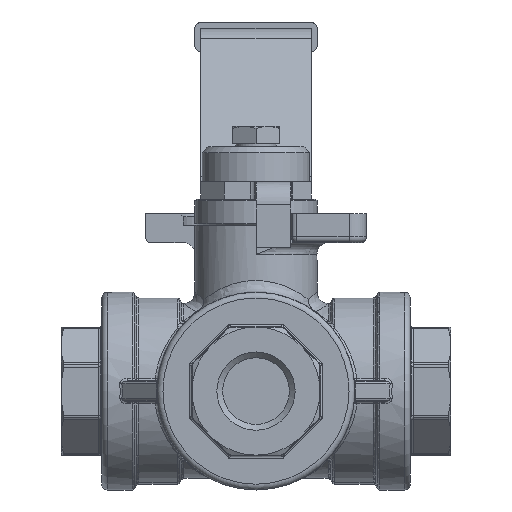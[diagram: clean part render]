
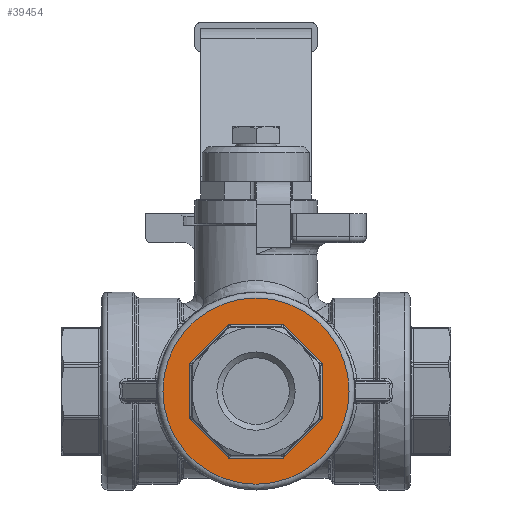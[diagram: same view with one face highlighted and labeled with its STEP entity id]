
A CAD part, front view. The second image highlights one B-rep face of the part: STEP entity #39454.
In plain terms, the highlighted planar face has unit normal (0, -1, 0).
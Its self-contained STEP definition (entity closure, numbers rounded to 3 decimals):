
#21398=CARTESIAN_POINT('',(-0.,-26.5,-16.));
#21399=VERTEX_POINT('',#21398);
#21407=CARTESIAN_POINT('',(0.,-26.5,16.));
#21408=VERTEX_POINT('',#21407);
#21409=CARTESIAN_POINT('',(-0.,-26.5,0.));
#21410=DIRECTION('',(0.,1.,-0.));
#21411=DIRECTION('',(-0.,-0.,-1.));
#21412=AXIS2_PLACEMENT_3D('',#21409,#21410,#21411);
#21413=CIRCLE('',#21412,16.);
#21414=EDGE_CURVE('',#21399,#21408,#21413,.T.);
#21416=CARTESIAN_POINT('',(-0.,-26.5,0.));
#21417=DIRECTION('',(0.,1.,-0.));
#21418=DIRECTION('',(-0.,-0.,-1.));
#21419=AXIS2_PLACEMENT_3D('',#21416,#21417,#21418);
#21420=CIRCLE('',#21419,16.);
#21421=EDGE_CURVE('',#21408,#21399,#21420,.T.);
#22031=CARTESIAN_POINT('',(11.5,-26.5,4.763));
#22032=VERTEX_POINT('',#22031);
#22043=CARTESIAN_POINT('',(4.763,-26.5,11.5));
#22044=VERTEX_POINT('',#22043);
#22045=CARTESIAN_POINT('',(11.5,-26.5,4.763));
#22046=CARTESIAN_POINT('',(4.763,-26.5,11.5));
#22047=B_SPLINE_CURVE_WITH_KNOTS('',1,(#22045,#22046),.UNSPECIFIED.,.F.,.F.,(2,2),(0.,9.527),.UNSPECIFIED.);
#22048=EDGE_CURVE('',#22032,#22044,#22047,.T.);
#22120=CARTESIAN_POINT('',(4.763,-26.5,-11.5));
#22121=VERTEX_POINT('',#22120);
#22132=CARTESIAN_POINT('',(11.5,-26.5,-4.763));
#22133=VERTEX_POINT('',#22132);
#22134=CARTESIAN_POINT('',(4.763,-26.5,-11.5));
#22135=CARTESIAN_POINT('',(11.5,-26.5,-4.763));
#22136=B_SPLINE_CURVE_WITH_KNOTS('',1,(#22134,#22135),.UNSPECIFIED.,.F.,.F.,(2,2),(0.,9.527),.UNSPECIFIED.);
#22137=EDGE_CURVE('',#22121,#22133,#22136,.T.);
#22209=CARTESIAN_POINT('',(-4.763,-26.5,-11.5));
#22210=VERTEX_POINT('',#22209);
#22221=CARTESIAN_POINT('',(-4.763,-26.5,-11.5));
#22222=DIRECTION('',(1.,-0.,0.));
#22223=VECTOR('',#22222,9.527);
#22224=LINE('',#22221,#22223);
#22225=EDGE_CURVE('',#22210,#22121,#22224,.T.);
#22297=CARTESIAN_POINT('',(-4.763,-26.5,11.5));
#22298=VERTEX_POINT('',#22297);
#22309=CARTESIAN_POINT('',(-11.5,-26.5,4.763));
#22310=VERTEX_POINT('',#22309);
#22311=CARTESIAN_POINT('',(-4.763,-26.5,11.5));
#22312=CARTESIAN_POINT('',(-11.5,-26.5,4.763));
#22313=B_SPLINE_CURVE_WITH_KNOTS('',1,(#22311,#22312),.UNSPECIFIED.,.F.,.F.,(2,2),(0.,9.527),.UNSPECIFIED.);
#22314=EDGE_CURVE('',#22298,#22310,#22313,.T.);
#22354=CARTESIAN_POINT('',(4.763,-26.5,11.5));
#22355=DIRECTION('',(-1.,0.,-0.));
#22356=VECTOR('',#22355,9.527);
#22357=LINE('',#22354,#22356);
#22358=EDGE_CURVE('',#22044,#22298,#22357,.T.);
#22482=CARTESIAN_POINT('',(-11.5,-26.5,-4.763));
#22483=VERTEX_POINT('',#22482);
#22484=CARTESIAN_POINT('',(-11.5,-26.5,4.763));
#22485=DIRECTION('',(0.,-0.,-1.));
#22486=VECTOR('',#22485,9.527);
#22487=LINE('',#22484,#22486);
#22488=EDGE_CURVE('',#22310,#22483,#22487,.T.);
#22570=CARTESIAN_POINT('',(-11.5,-26.5,-4.763));
#22571=DIRECTION('',(0.707,-0.,-0.707));
#22572=VECTOR('',#22571,9.527);
#22573=LINE('',#22570,#22572);
#22574=EDGE_CURVE('',#22483,#22210,#22573,.T.);
#22656=CARTESIAN_POINT('',(11.5,-26.5,-4.763));
#22657=DIRECTION('',(-0.,0.,1.));
#22658=VECTOR('',#22657,9.527);
#22659=LINE('',#22656,#22658);
#22660=EDGE_CURVE('',#22133,#22032,#22659,.T.);
#39435=CARTESIAN_POINT('',(-0.,-26.5,0.));
#39436=DIRECTION('',(0.,1.,-0.));
#39437=DIRECTION('',(0.,-0.,-1.));
#39438=AXIS2_PLACEMENT_3D('',#39435,#39436,#39437);
#39439=PLANE('',#39438);
#39440=ORIENTED_EDGE('',*,*,#21421,.F.);
#39441=ORIENTED_EDGE('',*,*,#21414,.F.);
#39442=EDGE_LOOP('',(#39440,#39441));
#39443=FACE_BOUND('',#39442,.T.);
#39444=ORIENTED_EDGE('',*,*,#22488,.F.);
#39445=ORIENTED_EDGE('',*,*,#22314,.F.);
#39446=ORIENTED_EDGE('',*,*,#22358,.F.);
#39447=ORIENTED_EDGE('',*,*,#22048,.F.);
#39448=ORIENTED_EDGE('',*,*,#22660,.F.);
#39449=ORIENTED_EDGE('',*,*,#22137,.F.);
#39450=ORIENTED_EDGE('',*,*,#22225,.F.);
#39451=ORIENTED_EDGE('',*,*,#22574,.F.);
#39452=EDGE_LOOP('',(#39444,#39445,#39446,#39447,#39448,#39449,#39450,#39451));
#39453=FACE_BOUND('',#39452,.T.);
#39454=ADVANCED_FACE('',(#39443,#39453),#39439,.F.);
